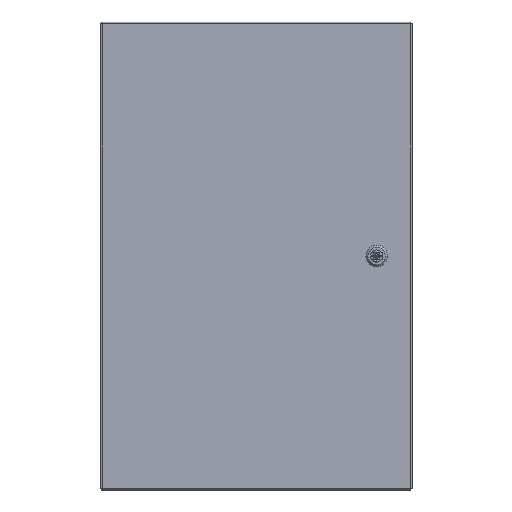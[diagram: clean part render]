
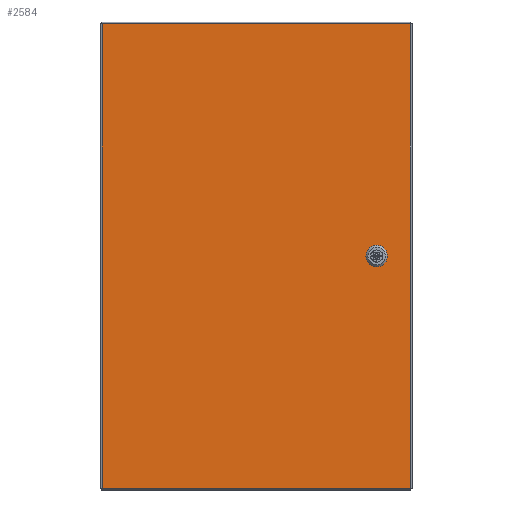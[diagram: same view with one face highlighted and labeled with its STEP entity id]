
A CAD part, front view. The second image highlights one B-rep face of the part: STEP entity #2584.
In plain terms, the highlighted planar face has unit normal (0, -1, 0).
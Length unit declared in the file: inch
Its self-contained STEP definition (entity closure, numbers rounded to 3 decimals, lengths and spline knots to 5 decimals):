
#67 = ORIENTED_EDGE ( 'NONE', *, *, #14847, .T. ) ;
#264 = VECTOR ( 'NONE', #15412, 39.37008 ) ;
#321 = EDGE_CURVE ( 'NONE', #3080, #1372, #20230, .T. ) ;
#326 = VECTOR ( 'NONE', #19455, 39.37008 ) ;
#427 = LINE ( 'NONE', #11797, #17234 ) ;
#753 = CARTESIAN_POINT ( 'NONE',  ( 6.5865, -6.822, -0.2315 ) ) ;
#1232 = EDGE_CURVE ( 'NONE', #5381, #10029, #5732, .T. ) ;
#1352 = EDGE_CURVE ( 'NONE', #14699, #8182, #12121, .T. ) ;
#1372 = VERTEX_POINT ( 'NONE', #18402 ) ;
#1505 = CARTESIAN_POINT ( 'NONE',  ( 7.901, -6.822, -11.899 ) ) ;
#1511 = LINE ( 'NONE', #11354, #6918 ) ;
#2060 = VERTEX_POINT ( 'NONE', #16296 ) ;
#2136 = CARTESIAN_POINT ( 'NONE',  ( 7.901, -6.822, -11.899 ) ) ;
#2220 = CARTESIAN_POINT ( 'NONE',  ( 5.96, -6.822, 0.395 ) ) ;
#2239 = LINE ( 'NONE', #20413, #15453 ) ;
#2584 = ADVANCED_FACE ( 'NONE', ( #17113, #2810 ), #19140, .T. ) ;
#2810 = FACE_BOUND ( 'NONE', #18919, .T. ) ;
#3080 = VERTEX_POINT ( 'NONE', #13518 ) ;
#3140 = VECTOR ( 'NONE', #19161, 39.37008 ) ;
#3279 = EDGE_CURVE ( 'NONE', #15291, #5381, #8412, .T. ) ;
#3787 = DIRECTION ( 'NONE',  ( 1., 0., 0. ) ) ;
#3839 = CARTESIAN_POINT ( 'NONE',  ( 5.96, -6.822, 0.395 ) ) ;
#4321 = LINE ( 'NONE', #17533, #4541 ) ;
#4366 = ORIENTED_EDGE ( 'NONE', *, *, #321, .T. ) ;
#4541 = VECTOR ( 'NONE', #7798, 39.37008 ) ;
#4951 = ORIENTED_EDGE ( 'NONE', *, *, #9041, .T. ) ;
#5381 = VERTEX_POINT ( 'NONE', #19522 ) ;
#5732 = LINE ( 'NONE', #9104, #3140 ) ;
#5784 = LINE ( 'NONE', #17267, #14827 ) ;
#5790 = VERTEX_POINT ( 'NONE', #10507 ) ;
#6255 = LINE ( 'NONE', #13060, #326 ) ;
#6781 = CARTESIAN_POINT ( 'NONE',  ( -7.896, -6.822, -11.899 ) ) ;
#6918 = VECTOR ( 'NONE', #8112, 39.37008 ) ;
#6967 = ORIENTED_EDGE ( 'NONE', *, *, #18166, .T. ) ;
#7408 = DIRECTION ( 'NONE',  ( 0., 0., 1. ) ) ;
#7682 = CARTESIAN_POINT ( 'NONE',  ( -7.896, -6.822, -11.899 ) ) ;
#7798 = DIRECTION ( 'NONE',  ( 0., 0., 1. ) ) ;
#8087 = DIRECTION ( 'NONE',  ( 0.707, 0., -0.707 ) ) ;
#8112 = DIRECTION ( 'NONE',  ( -0.707, 0., -0.707 ) ) ;
#8182 = VERTEX_POINT ( 'NONE', #1505 ) ;
#8412 = LINE ( 'NONE', #19976, #11292 ) ;
#8676 = VECTOR ( 'NONE', #3787, 39.37008 ) ;
#9041 = EDGE_CURVE ( 'NONE', #10029, #3080, #1511, .T. ) ;
#9104 = CARTESIAN_POINT ( 'NONE',  ( 6.5865, -6.822, -0.2315 ) ) ;
#9902 = AXIS2_PLACEMENT_3D ( 'NONE', #7682, #12149, #20367 ) ;
#9983 = ORIENTED_EDGE ( 'NONE', *, *, #1232, .T. ) ;
#10029 = VERTEX_POINT ( 'NONE', #753 ) ;
#10507 = CARTESIAN_POINT ( 'NONE',  ( 7.901, -6.822, 11.898 ) ) ;
#10558 = DIRECTION ( 'NONE',  ( -0.707, 0., 0.707 ) ) ;
#11292 = VECTOR ( 'NONE', #8087, 39.37008 ) ;
#11354 = CARTESIAN_POINT ( 'NONE',  ( 6.5865, -6.822, -0.2315 ) ) ;
#11402 = ORIENTED_EDGE ( 'NONE', *, *, #14768, .T. ) ;
#11580 = EDGE_LOOP ( 'NONE', ( #11402, #13755, #19240, #19460 ) ) ;
#11797 = CARTESIAN_POINT ( 'NONE',  ( 6.422, -6.822, 0.395 ) ) ;
#11998 = DIRECTION ( 'NONE',  ( 1., 0., 0. ) ) ;
#12079 = DIRECTION ( 'NONE',  ( -1., 0., 0. ) ) ;
#12112 = CARTESIAN_POINT ( 'NONE',  ( 6.422, -6.822, 0.395 ) ) ;
#12121 = LINE ( 'NONE', #18717, #8676 ) ;
#12149 = DIRECTION ( 'NONE',  ( 0., -1., 0. ) ) ;
#12983 = CARTESIAN_POINT ( 'NONE',  ( 5.7955, -6.822, -0.2315 ) ) ;
#13060 = CARTESIAN_POINT ( 'NONE',  ( -7.896, -6.822, -11.899 ) ) ;
#13518 = CARTESIAN_POINT ( 'NONE',  ( 6.422, -6.822, -0.396 ) ) ;
#13714 = ORIENTED_EDGE ( 'NONE', *, *, #15138, .T. ) ;
#13755 = ORIENTED_EDGE ( 'NONE', *, *, #17800, .T. ) ;
#14699 = VERTEX_POINT ( 'NONE', #6781 ) ;
#14768 = EDGE_CURVE ( 'NONE', #8182, #5790, #17371, .T. ) ;
#14827 = VECTOR ( 'NONE', #10558, 39.37008 ) ;
#14847 = EDGE_CURVE ( 'NONE', #1372, #21170, #5784, .T. ) ;
#15138 = EDGE_CURVE ( 'NONE', #21170, #2060, #4321, .T. ) ;
#15291 = VERTEX_POINT ( 'NONE', #12112 ) ;
#15412 = DIRECTION ( 'NONE',  ( 0.707, 0., 0.707 ) ) ;
#15453 = VECTOR ( 'NONE', #12079, 39.37008 ) ;
#15800 = ORIENTED_EDGE ( 'NONE', *, *, #20093, .T. ) ;
#16195 = VECTOR ( 'NONE', #7408, 39.37008 ) ;
#16197 = VERTEX_POINT ( 'NONE', #20350 ) ;
#16296 = CARTESIAN_POINT ( 'NONE',  ( 5.7955, -6.822, 0.2305 ) ) ;
#16408 = ORIENTED_EDGE ( 'NONE', *, *, #3279, .T. ) ;
#16984 = CARTESIAN_POINT ( 'NONE',  ( 5.96, -6.822, -0.396 ) ) ;
#17113 = FACE_OUTER_BOUND ( 'NONE', #11580, .T. ) ;
#17234 = VECTOR ( 'NONE', #11998, 39.37008 ) ;
#17267 = CARTESIAN_POINT ( 'NONE',  ( 5.7955, -6.822, -0.2315 ) ) ;
#17371 = LINE ( 'NONE', #2136, #16195 ) ;
#17533 = CARTESIAN_POINT ( 'NONE',  ( 5.7955, -6.822, 0.2305 ) ) ;
#17800 = EDGE_CURVE ( 'NONE', #5790, #16197, #2239, .T. ) ;
#18108 = VERTEX_POINT ( 'NONE', #3839 ) ;
#18166 = EDGE_CURVE ( 'NONE', #2060, #18108, #18446, .T. ) ;
#18294 = DIRECTION ( 'NONE',  ( -1., 0., 0. ) ) ;
#18402 = CARTESIAN_POINT ( 'NONE',  ( 5.96, -6.822, -0.396 ) ) ;
#18446 = LINE ( 'NONE', #2220, #264 ) ;
#18717 = CARTESIAN_POINT ( 'NONE',  ( -7.896, -6.822, -11.899 ) ) ;
#18919 = EDGE_LOOP ( 'NONE', ( #13714, #6967, #15800, #16408, #9983, #4951, #4366, #67 ) ) ;
#19140 = PLANE ( 'NONE',  #9902 ) ;
#19161 = DIRECTION ( 'NONE',  ( 0., 0., -1. ) ) ;
#19240 = ORIENTED_EDGE ( 'NONE', *, *, #20448, .T. ) ;
#19390 = VECTOR ( 'NONE', #18294, 39.37008 ) ;
#19455 = DIRECTION ( 'NONE',  ( 0., 0., -1. ) ) ;
#19460 = ORIENTED_EDGE ( 'NONE', *, *, #1352, .T. ) ;
#19522 = CARTESIAN_POINT ( 'NONE',  ( 6.5865, -6.822, 0.2305 ) ) ;
#19976 = CARTESIAN_POINT ( 'NONE',  ( 6.422, -6.822, 0.395 ) ) ;
#20093 = EDGE_CURVE ( 'NONE', #18108, #15291, #427, .T. ) ;
#20230 = LINE ( 'NONE', #16984, #19390 ) ;
#20350 = CARTESIAN_POINT ( 'NONE',  ( -7.896, -6.822, 11.898 ) ) ;
#20367 = DIRECTION ( 'NONE',  ( 0., 0., -1. ) ) ;
#20413 = CARTESIAN_POINT ( 'NONE',  ( -7.896, -6.822, 11.898 ) ) ;
#20448 = EDGE_CURVE ( 'NONE', #16197, #14699, #6255, .T. ) ;
#21170 = VERTEX_POINT ( 'NONE', #12983 ) ;
